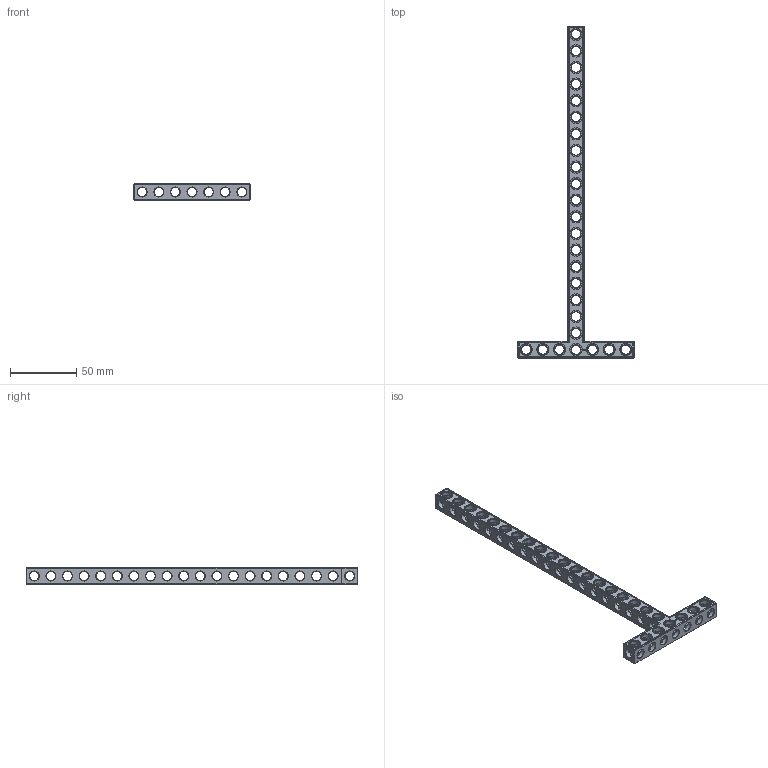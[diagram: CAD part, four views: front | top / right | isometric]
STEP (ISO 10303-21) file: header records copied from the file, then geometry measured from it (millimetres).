
FILE_DESCRIPTION(('FreeCAD Model'),'2;1');
FILE_NAME('Open CASCADE Shape Model','2021-08-09T15:34:38',( 'Paulo Kiefe'),('STEMFIE.org'),'Open CASCADE STEP processor 7.4', 'FreeCAD','Unknown');
FILE_SCHEMA(('AUTOMOTIVE_DESIGN { 1 0 10303 214 1 1 1 1 }'));
Products named in the file (1): Beam_TSH_SYM_ESS_BU07x20x01_-_SPN-BEM-1056_(stemfie.org)
Bounding box: 87.5 x 250 x 12.5 mm (x, y, z)
Volume: 25377.6 mm3; surface area: 22770.9 mm2
Topology: 1 solids, 1 shells, 834 faces, 2587 edges, 1712 vertices
Faces by surface type: plane 403, extrusion 162, cylinder 161, cone 108
Full cylindrical faces by diameter (mm): 7 x131, 9.2 x26
Entity records: 78041 total; most frequent: CARTESIAN_POINT 23689, DIRECTION 8045, ORIENTED_EDGE 5174, PCURVE 5174, DEFINITIONAL_REPRESENTATION 5174, VECTOR 4913, LINE 4751, EDGE_CURVE 2587
